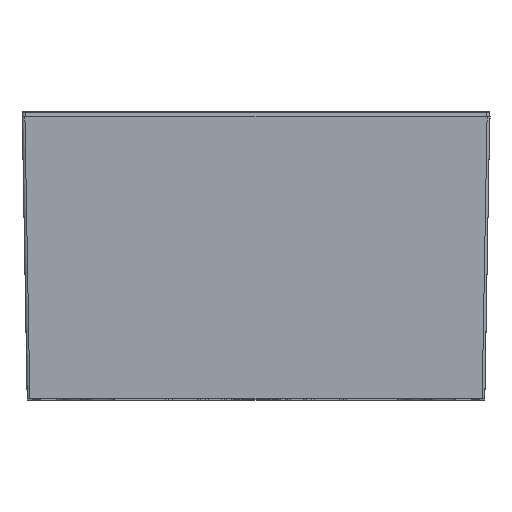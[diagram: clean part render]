
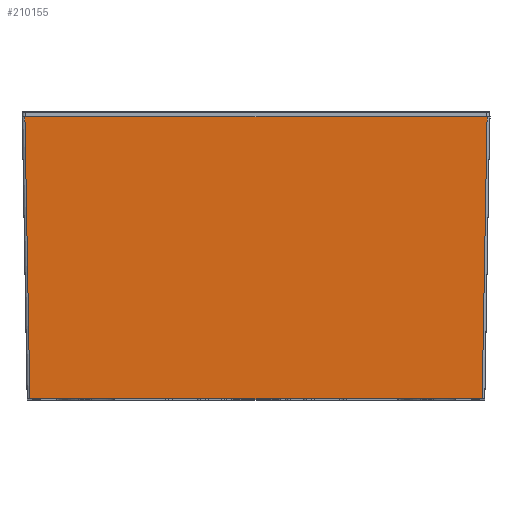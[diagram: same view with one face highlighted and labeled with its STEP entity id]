
A CAD part, top view. The second image highlights one B-rep face of the part: STEP entity #210155.
In plain terms, the highlighted planar face has unit normal (0, -0.018, 1).
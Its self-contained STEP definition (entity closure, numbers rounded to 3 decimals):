
#171903=CARTESIAN_POINT('',(42.525,0.,43.025));
#173659=DIRECTION('',(0.017,-1.,-0.017));
#173660=VECTOR('',#173659,53.016);
#173661=CARTESIAN_POINT('',(-43.45,53.,43.95));
#173662=LINE('34329',#173661,#173660);
#173666=DIRECTION('',(1.,0.,0.));
#173667=VECTOR('',#173666,86.9);
#173668=CARTESIAN_POINT('',(-43.45,53.,43.95));
#173669=LINE('34336',#173668,#173667);
#173673=DIRECTION('',(-0.017,-1.,
-0.017));
#173674=VECTOR('',#173673,53.016);
#173675=CARTESIAN_POINT('',(43.45,53.,43.95));
#173676=LINE('34334',#173675,#173674);
#173680=DIRECTION('',(-1.,0.,0.));
#173681=VECTOR('',#173680,85.05);
#173682=CARTESIAN_POINT('',(42.525,0.,43.025));
#173683=LINE('34335',#173682,#173681);
#206298=CARTESIAN_POINT('',(-43.45,53.,43.95));
#206299=CARTESIAN_POINT('',(-42.525,0.,43.025));
#206300=VERTEX_POINT('',#206298);
#206301=VERTEX_POINT('',#206299);
#206309=VERTEX_POINT('',#171903);
#206310=CARTESIAN_POINT('',(43.45,53.,43.95));
#206311=VERTEX_POINT('',#206310);
#210143=CARTESIAN_POINT('',(43.95,53.,43.95));
#210144=DIRECTION('',(0.,0.017,-1.));
#210145=DIRECTION('',(1.,0.,0.));
#210146=AXIS2_PLACEMENT_3D('',#210143,#210144,#210145);
#210147=PLANE('34304',#210146);
#210149=ORIENTED_EDGE('34329',*,*,#210148,.F.);
#210150=ORIENTED_EDGE('34336',*,*,#210081,.T.);
#210151=ORIENTED_EDGE('34334',*,*,#210130,.T.);
#210152=ORIENTED_EDGE('34335',*,*,#209640,.T.);
#210153=EDGE_LOOP('34304',(#210149,#210150,#210151,#210152));
#210154=FACE_OUTER_BOUND('34304',#210153,.F.);
#210155=ADVANCED_FACE('34304',(#210154),#210147,.F.);
#209640=EDGE_CURVE('34335',#206309,#206301,#173683,.T.);
#210081=EDGE_CURVE('34336',#206300,#206311,#173669,.T.);
#210130=EDGE_CURVE('34334',#206311,#206309,#173676,.T.);
#210148=EDGE_CURVE('34329',#206300,#206301,#173662,.T.);
